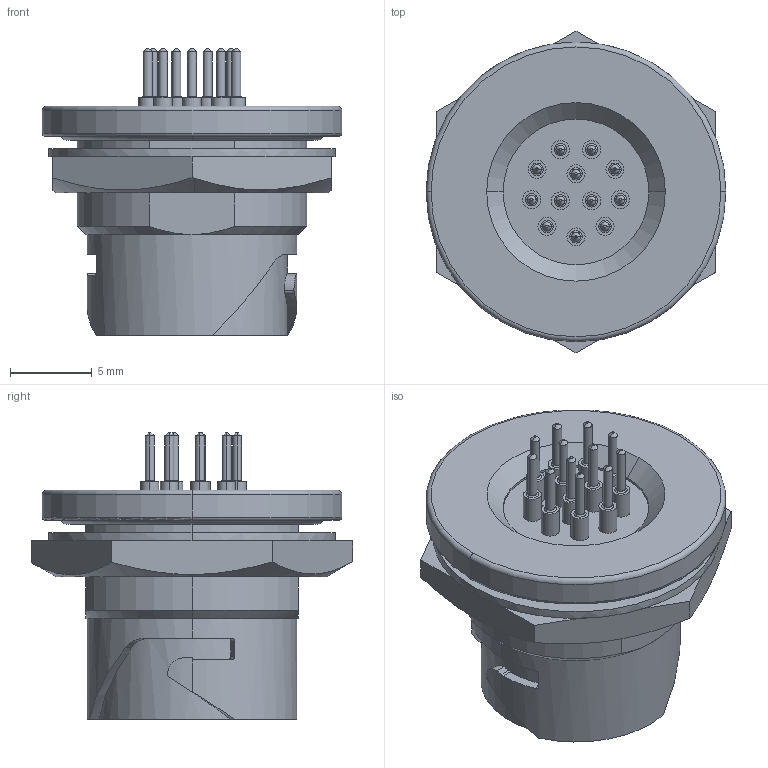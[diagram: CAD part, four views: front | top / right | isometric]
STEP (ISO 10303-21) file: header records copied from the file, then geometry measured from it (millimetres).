
FILE_DESCRIPTION(('CoCreate Modeling STEP Export'),'2;1');
FILE_NAME('LF10WBRB-12PD.stp','2011-03-10T10:35:37',(''),(''),'CoCreate Modeling STEP processor for AP214 (Solid Model)','CoCreate Modeling 17.0 01-Apr-2010 (C) Parametric Technology GmbH','');
FILE_SCHEMA(('AUTOMOTIVE_DESIGN { 1 0 10303 214 1 1 1 1 }'));
Length unit declared in the file: millimetre
Products named in the file (1): LF10WBRB-12PD
Bounding box: 18.3 x 19.63 x 17.5 mm (x, y, z)
Volume: 1797 mm3; surface area: 1857.9 mm2
Topology: 1 solids, 1 shells, 244 faces, 553 edges, 345 vertices
Faces by surface type: cylinder 88, plane 76, cone 36, torus 32, bspline 12
Entity records: 7689 total; most frequent: CARTESIAN_POINT 3019, ORIENTED_EDGE 1106, DIRECTION 785, EDGE_CURVE 553, VERTEX_POINT 345, AXIS2_PLACEMENT_3D 303, EDGE_LOOP 278, FACE_OUTER_BOUND 244
